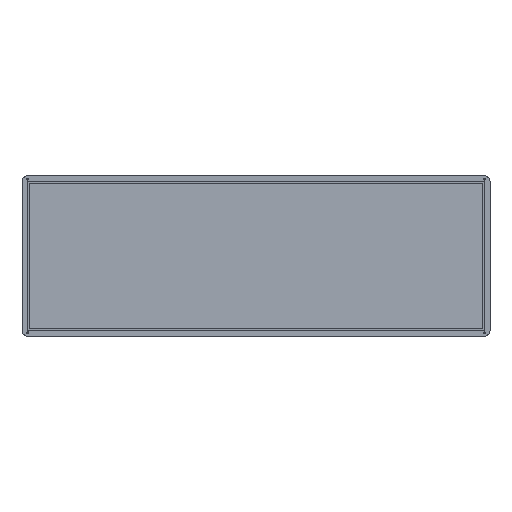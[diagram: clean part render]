
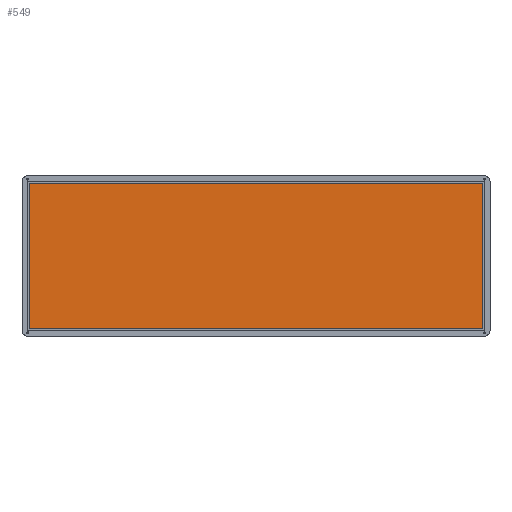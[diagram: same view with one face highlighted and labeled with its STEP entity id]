
A CAD part, top view. The second image highlights one B-rep face of the part: STEP entity #549.
In plain terms, the highlighted planar face has unit normal (0, 0, 1).
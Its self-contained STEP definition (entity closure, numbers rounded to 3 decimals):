
#77=FACE_OUTER_BOUND('',#117,.T.);
#117=EDGE_LOOP('',(#483,#484,#485,#486));
#155=LINE('',#864,#211);
#159=LINE('',#872,#215);
#162=LINE('',#878,#218);
#165=LINE('',#883,#221);
#211=VECTOR('',#707,10.);
#215=VECTOR('',#713,10.);
#218=VECTOR('',#718,10.);
#221=VECTOR('',#723,10.);
#267=VERTEX_POINT('',#862);
#268=VERTEX_POINT('',#863);
#271=VERTEX_POINT('',#871);
#273=VERTEX_POINT('',#877);
#329=EDGE_CURVE('',#267,#268,#155,.T.);
#333=EDGE_CURVE('',#271,#267,#159,.T.);
#336=EDGE_CURVE('',#268,#273,#162,.T.);
#339=EDGE_CURVE('',#273,#271,#165,.T.);
#483=ORIENTED_EDGE('',*,*,#333,.T.);
#484=ORIENTED_EDGE('',*,*,#329,.T.);
#485=ORIENTED_EDGE('',*,*,#336,.T.);
#486=ORIENTED_EDGE('',*,*,#339,.T.);
#517=PLANE('',#599);
#549=ADVANCED_FACE('',(#77),#517,.T.);
#599=AXIS2_PLACEMENT_3D('',#906,#751,#752);
#707=DIRECTION('',(1.,0.,0.));
#713=DIRECTION('',(0.,-1.,0.));
#718=DIRECTION('',(0.,1.,0.));
#723=DIRECTION('',(-1.,0.,0.));
#751=DIRECTION('center_axis',(0.,0.,1.));
#752=DIRECTION('ref_axis',(1.,0.,0.));
#862=CARTESIAN_POINT('',(-43.5,-94.15,3.));
#863=CARTESIAN_POINT('',(353.5,-94.15,3.));
#864=CARTESIAN_POINT('',(254.25,-94.15,3.));
#871=CARTESIAN_POINT('',(-43.5,33.5,3.));
#872=CARTESIAN_POINT('',(-43.5,-62.238,3.));
#877=CARTESIAN_POINT('',(353.5,33.5,3.));
#878=CARTESIAN_POINT('',(353.5,1.588,3.));
#883=CARTESIAN_POINT('',(55.75,33.5,3.));
#906=CARTESIAN_POINT('Origin',(155.,-30.325,3.));
